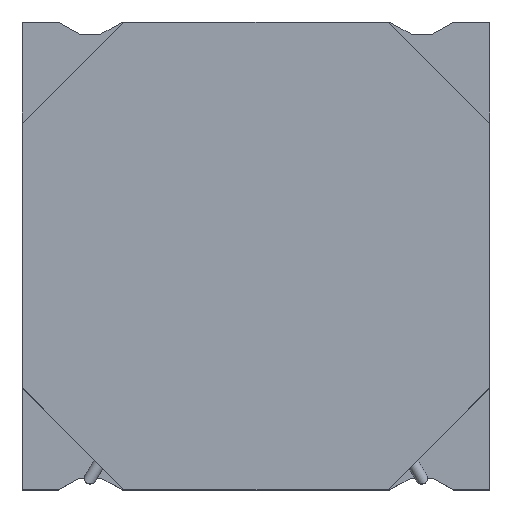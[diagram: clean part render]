
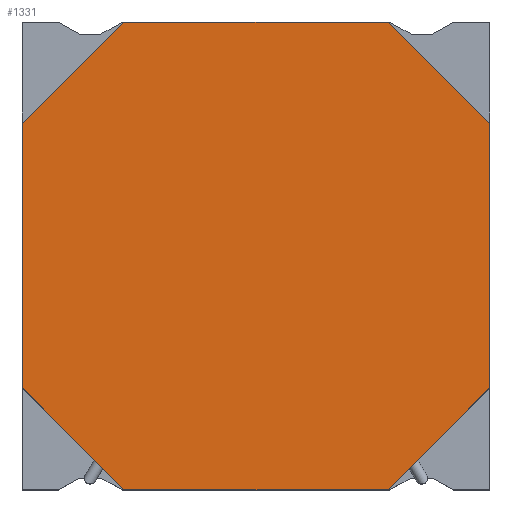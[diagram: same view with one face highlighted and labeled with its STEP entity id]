
A CAD part, top view. The second image highlights one B-rep face of the part: STEP entity #1331.
In plain terms, the highlighted planar face has unit normal (0, 0, 1).
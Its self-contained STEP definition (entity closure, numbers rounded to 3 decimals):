
#111=FACE_OUTER_BOUND('',#181,.T.);
#181=EDGE_LOOP('',(#1109,#1110,#1111,#1112,#1113,#1114,#1115,#1116));
#315=LINE('',#2090,#469);
#319=LINE('',#2097,#473);
#322=LINE('',#2103,#476);
#325=LINE('',#2109,#479);
#328=LINE('',#2115,#482);
#331=LINE('',#2121,#485);
#334=LINE('',#2127,#488);
#336=LINE('',#2130,#490);
#469=VECTOR('',#1736,1000.);
#473=VECTOR('',#1742,1000.);
#476=VECTOR('',#1747,1000.);
#479=VECTOR('',#1752,1000.);
#482=VECTOR('',#1757,1000.);
#485=VECTOR('',#1762,1000.);
#488=VECTOR('',#1767,1000.);
#490=VECTOR('',#1771,1000.);
#589=VERTEX_POINT('',#2087);
#590=VERTEX_POINT('',#2089);
#592=VERTEX_POINT('',#2095);
#594=VERTEX_POINT('',#2101);
#596=VERTEX_POINT('',#2107);
#598=VERTEX_POINT('',#2113);
#600=VERTEX_POINT('',#2119);
#602=VERTEX_POINT('',#2125);
#755=EDGE_CURVE('',#590,#589,#315,.T.);
#759=EDGE_CURVE('',#589,#592,#319,.T.);
#762=EDGE_CURVE('',#592,#594,#322,.T.);
#765=EDGE_CURVE('',#594,#596,#325,.T.);
#768=EDGE_CURVE('',#596,#598,#328,.T.);
#771=EDGE_CURVE('',#598,#600,#331,.T.);
#774=EDGE_CURVE('',#600,#602,#334,.T.);
#776=EDGE_CURVE('',#602,#590,#336,.T.);
#1109=ORIENTED_EDGE('',*,*,#755,.T.);
#1110=ORIENTED_EDGE('',*,*,#759,.T.);
#1111=ORIENTED_EDGE('',*,*,#762,.T.);
#1112=ORIENTED_EDGE('',*,*,#765,.T.);
#1113=ORIENTED_EDGE('',*,*,#768,.T.);
#1114=ORIENTED_EDGE('',*,*,#771,.T.);
#1115=ORIENTED_EDGE('',*,*,#774,.T.);
#1116=ORIENTED_EDGE('',*,*,#776,.T.);
#1187=PLANE('',#1438);
#1331=ADVANCED_FACE('',(#111),#1187,.T.);
#1438=AXIS2_PLACEMENT_3D('',#2131,#1772,#1773);
#1736=DIRECTION('',(-1.,0.,0.));
#1742=DIRECTION('',(-0.707,-0.707,0.));
#1747=DIRECTION('',(0.,-1.,0.));
#1752=DIRECTION('',(0.707,-0.707,0.));
#1757=DIRECTION('',(1.,0.,0.));
#1762=DIRECTION('',(0.707,0.707,0.));
#1767=DIRECTION('',(0.,1.,0.));
#1771=DIRECTION('',(-0.707,0.707,0.));
#1772=DIRECTION('center_axis',(0.,0.,1.));
#1773=DIRECTION('ref_axis',(1.,0.,0.));
#2087=CARTESIAN_POINT('',(-1.115,1.975,1.74));
#2089=CARTESIAN_POINT('',(1.115,1.975,1.74));
#2090=CARTESIAN_POINT('',(1.115,1.975,1.74));
#2095=CARTESIAN_POINT('',(-1.975,1.115,1.74));
#2097=CARTESIAN_POINT('',(-1.115,1.975,1.74));
#2101=CARTESIAN_POINT('',(-1.975,-1.115,1.74));
#2103=CARTESIAN_POINT('',(-1.975,1.115,1.74));
#2107=CARTESIAN_POINT('',(-1.115,-1.975,1.74));
#2109=CARTESIAN_POINT('',(-1.975,-1.115,1.74));
#2113=CARTESIAN_POINT('',(1.115,-1.975,1.74));
#2115=CARTESIAN_POINT('',(-1.115,-1.975,1.74));
#2119=CARTESIAN_POINT('',(1.975,-1.115,1.74));
#2121=CARTESIAN_POINT('',(1.115,-1.975,1.74));
#2125=CARTESIAN_POINT('',(1.975,1.115,1.74));
#2127=CARTESIAN_POINT('',(1.975,-1.115,1.74));
#2130=CARTESIAN_POINT('',(1.975,1.115,1.74));
#2131=CARTESIAN_POINT('Origin',(-1.975,1.975,1.74));
